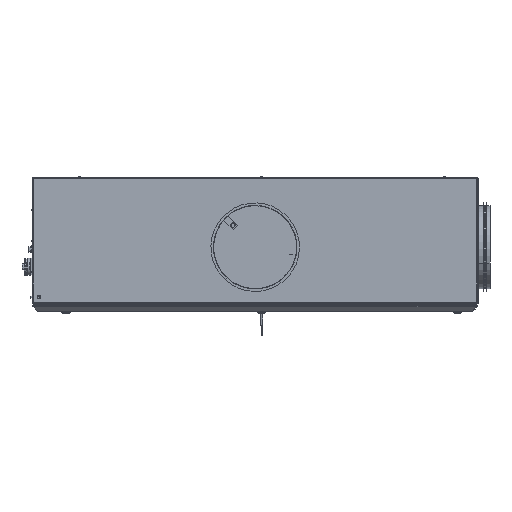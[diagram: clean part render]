
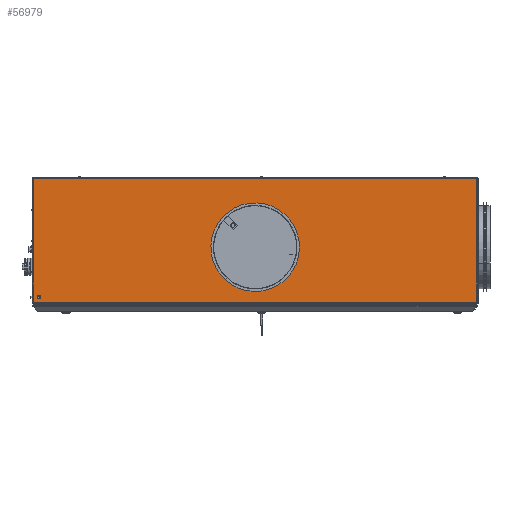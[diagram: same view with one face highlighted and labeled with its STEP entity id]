
A CAD part, front view. The second image highlights one B-rep face of the part: STEP entity #56979.
In plain terms, the highlighted planar face has unit normal (0, -1, 0).
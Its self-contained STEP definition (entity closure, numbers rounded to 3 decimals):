
#56472=DIRECTION('',(0.,0.,1.));
#56473=VECTOR('',#56472,471.);
#56474=CARTESIAN_POINT('',(-864.5,-451.,-447.5));
#56475=LINE('',#56474,#56473);
#56502=DIRECTION('',(-1.,0.,0.));
#56503=VECTOR('',#56502,1679.);
#56504=CARTESIAN_POINT('',(814.5,-451.,-447.5));
#56505=LINE('',#56504,#56503);
#56517=DIRECTION('',(0.,0.,-1.));
#56518=VECTOR('',#56517,471.);
#56519=CARTESIAN_POINT('',(814.5,-451.,23.5));
#56520=LINE('',#56519,#56518);
#56524=CARTESIAN_POINT('',(-25.5,-451.,-236.));
#56525=DIRECTION('',(0.,-1.,0.));
#56526=DIRECTION('',(1.,0.,0.));
#56527=AXIS2_PLACEMENT_3D('',#56524,#56525,#56526);
#56532=CARTESIAN_POINT('',(-25.5,-451.,-236.));
#56533=DIRECTION('',(0.,-1.,0.));
#56534=DIRECTION('',(-1.,0.,0.));
#56535=AXIS2_PLACEMENT_3D('',#56532,#56533,#56534);
#56540=CARTESIAN_POINT('',(-844.,-451.,-425.5));
#56541=DIRECTION('',(0.,-1.,0.));
#56542=DIRECTION('',(0.981,0.,0.196));
#56543=AXIS2_PLACEMENT_3D('',#56540,#56541,#56542);
#56548=CARTESIAN_POINT('',(-848.635,-451.,-425.5));
#56549=DIRECTION('',(0.,-1.,0.));
#56550=DIRECTION('',(-0.344,0.,0.939));
#56551=AXIS2_PLACEMENT_3D('',#56548,#56549,#56550);
#56556=CARTESIAN_POINT('',(-844.,-451.,-425.5));
#56557=DIRECTION('',(0.,-1.,0.));
#56558=DIRECTION('',(-0.981,0.,-0.196));
#56559=AXIS2_PLACEMENT_3D('',#56556,#56557,#56558);
#56686=DIRECTION('',(1.,0.,0.));
#56687=VECTOR('',#56686,1679.);
#56688=CARTESIAN_POINT('',(-864.5,-451.,23.5));
#56689=LINE('',#56688,#56687);
#56769=CARTESIAN_POINT('',(-849.001,-451.,-424.5));
#56770=CARTESIAN_POINT('',(-838.999,-451.,-424.5));
#56771=VERTEX_POINT('',#56769);
#56772=VERTEX_POINT('',#56770);
#56773=CARTESIAN_POINT('',(-849.001,-451.,-426.5));
#56774=VERTEX_POINT('',#56773);
#56789=CARTESIAN_POINT('',(-864.5,-451.,-447.5));
#56791=VERTEX_POINT('',#56789);
#56795=CARTESIAN_POINT('',(-864.5,-451.,23.5));
#56796=VERTEX_POINT('',#56795);
#56801=CARTESIAN_POINT('',(814.5,-451.,23.5));
#56802=CARTESIAN_POINT('',(814.5,-451.,-447.5));
#56803=VERTEX_POINT('',#56801);
#56804=VERTEX_POINT('',#56802);
#56849=CARTESIAN_POINT('',(139.5,-451.,-236.));
#56850=CARTESIAN_POINT('',(-190.5,-451.,-236.));
#56851=VERTEX_POINT('',#56849);
#56852=VERTEX_POINT('',#56850);
#56952=CARTESIAN_POINT('',(-25.,-451.,-212.));
#56953=DIRECTION('',(0.,-1.,0.));
#56954=DIRECTION('',(-1.,0.,0.));
#56955=AXIS2_PLACEMENT_3D('',#56952,#56953,#56954);
#56956=PLANE('',#56955);
#56957=ORIENTED_EDGE('',*,*,#56938,.T.);
#56958=ORIENTED_EDGE('',*,*,#56915,.T.);
#56960=ORIENTED_EDGE('',*,*,#56959,.T.);
#56962=ORIENTED_EDGE('',*,*,#56961,.T.);
#56963=EDGE_LOOP('',(#56957,#56958,#56960,#56962));
#56964=FACE_OUTER_BOUND('',#56963,.F.);
#56966=ORIENTED_EDGE('',*,*,#56965,.T.);
#56968=ORIENTED_EDGE('',*,*,#56967,.T.);
#56969=EDGE_LOOP('',(#56966,#56968));
#56970=FACE_BOUND('',#56969,.F.);
#56972=ORIENTED_EDGE('',*,*,#56971,.T.);
#56974=ORIENTED_EDGE('',*,*,#56973,.T.);
#56976=ORIENTED_EDGE('',*,*,#56975,.T.);
#56977=EDGE_LOOP('',(#56972,#56974,#56976));
#56978=FACE_BOUND('',#56977,.F.);
#56528=CIRCLE('',#56527,165.);
#56536=CIRCLE('',#56535,165.);
#56544=CIRCLE('',#56543,5.1);
#56552=CIRCLE('',#56551,1.065);
#56560=CIRCLE('',#56559,5.1);
#56915=EDGE_CURVE('',#56791,#56796,#56475,.T.);
#56938=EDGE_CURVE('',#56804,#56791,#56505,.T.);
#56959=EDGE_CURVE('',#56796,#56803,#56689,.T.);
#56961=EDGE_CURVE('',#56803,#56804,#56520,.T.);
#56965=EDGE_CURVE('',#56851,#56852,#56528,.T.);
#56967=EDGE_CURVE('',#56852,#56851,#56536,.T.);
#56971=EDGE_CURVE('',#56772,#56771,#56544,.T.);
#56973=EDGE_CURVE('',#56771,#56774,#56552,.T.);
#56975=EDGE_CURVE('',#56774,#56772,#56560,.T.);
#56979=ADVANCED_FACE('',(#56964,#56970,#56978),#56956,.T.);
